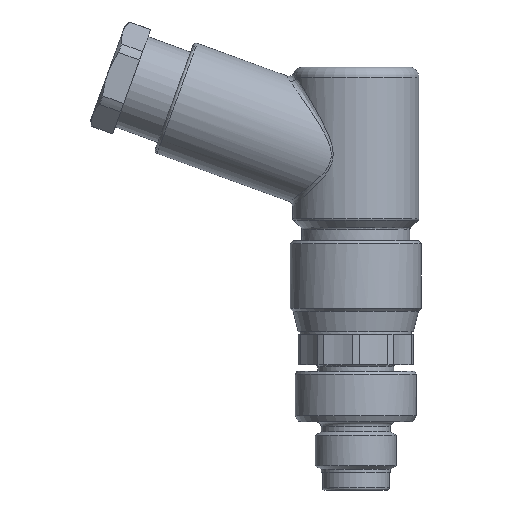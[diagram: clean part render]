
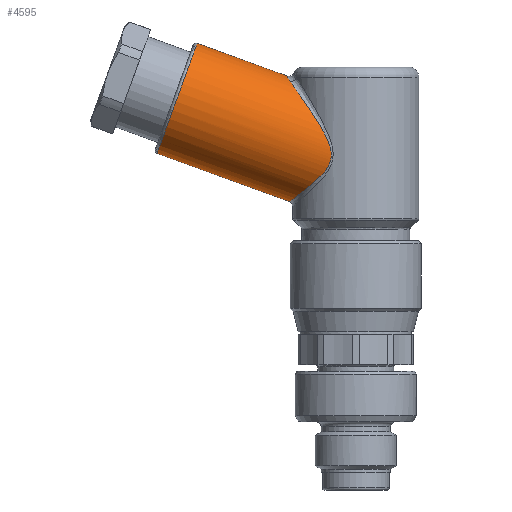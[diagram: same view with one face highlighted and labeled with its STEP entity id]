
A CAD part, left-side view. The second image highlights one B-rep face of the part: STEP entity #4595.
In plain terms, the highlighted cylindrical face has radius 5.8 mm (diameter 11.6 mm), a partial arc.
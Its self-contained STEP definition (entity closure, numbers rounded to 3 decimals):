
#4552=AXIS2_PLACEMENT_3D('Cylinder Axis2P3D',#4549,#4550,#4551) ;
#4324=CARTESIAN_POINT('Vertex',(4.373,13.001,40.463)) ;
#4328=CARTESIAN_POINT('Control Point',(0.7,8.925,33.237)) ;
#4329=CARTESIAN_POINT('Control Point',(0.7,8.926,33.29)) ;
#4330=CARTESIAN_POINT('Control Point',(0.706,8.954,33.836)) ;
#4331=CARTESIAN_POINT('Control Point',(0.892,9.518,35.304)) ;
#4332=CARTESIAN_POINT('Control Point',(1.384,10.503,36.843)) ;
#4333=CARTESIAN_POINT('Control Point',(2.204,11.529,38.383)) ;
#4334=CARTESIAN_POINT('Control Point',(3.042,12.308,39.491)) ;
#4335=CARTESIAN_POINT('Control Point',(3.892,12.806,40.191)) ;
#4336=CARTESIAN_POINT('Control Point',(4.373,13.001,40.463)) ;
#4337=CARTESIAN_POINT('Vertex',(0.7,8.925,33.237)) ;
#4341=CARTESIAN_POINT('Control Point',(1.672,10.655,30.447)) ;
#4342=CARTESIAN_POINT('Control Point',(1.389,10.288,30.764)) ;
#4343=CARTESIAN_POINT('Control Point',(1.003,9.647,31.361)) ;
#4344=CARTESIAN_POINT('Control Point',(0.735,9.,32.356)) ;
#4345=CARTESIAN_POINT('Control Point',(0.701,8.921,32.994)) ;
#4346=CARTESIAN_POINT('Control Point',(0.7,8.925,33.237)) ;
#4347=CARTESIAN_POINT('Vertex',(1.672,10.655,30.447)) ;
#4351=CARTESIAN_POINT('Control Point',(6.5,13.078,28.578)) ;
#4352=CARTESIAN_POINT('Control Point',(6.094,13.078,28.577)) ;
#4353=CARTESIAN_POINT('Control Point',(5.3,12.998,28.635)) ;
#4354=CARTESIAN_POINT('Control Point',(4.187,12.645,28.89)) ;
#4355=CARTESIAN_POINT('Control Point',(2.891,11.954,29.398)) ;
#4356=CARTESIAN_POINT('Control Point',(2.101,11.205,29.973)) ;
#4357=CARTESIAN_POINT('Control Point',(1.686,10.674,30.431)) ;
#4358=CARTESIAN_POINT('Control Point',(1.672,10.655,30.447)) ;
#4359=CARTESIAN_POINT('Vertex',(6.5,13.078,28.578)) ;
#4519=CARTESIAN_POINT('Vertex',(6.5,13.307,41.004)) ;
#4523=CARTESIAN_POINT('Control Point',(6.173,13.302,40.993)) ;
#4524=CARTESIAN_POINT('Control Point',(6.282,13.305,41.)) ;
#4525=CARTESIAN_POINT('Control Point',(6.392,13.307,41.004)) ;
#4526=CARTESIAN_POINT('Control Point',(6.5,13.307,41.004)) ;
#4527=CARTESIAN_POINT('Vertex',(6.173,13.302,40.993)) ;
#4531=CARTESIAN_POINT('Control Point',(4.373,13.001,40.463)) ;
#4532=CARTESIAN_POINT('Control Point',(4.849,13.194,40.734)) ;
#4533=CARTESIAN_POINT('Control Point',(5.463,13.272,40.926)) ;
#4534=CARTESIAN_POINT('Control Point',(6.096,13.299,40.987)) ;
#4535=CARTESIAN_POINT('Control Point',(6.173,13.302,40.993)) ;
#4549=CARTESIAN_POINT('Axis2P3D Location',(6.5,24.484,38.9)) ;
#4554=CARTESIAN_POINT('Line Origine',(6.5,26.467,33.45)) ;
#4558=CARTESIAN_POINT('Vertex',(6.5,26.186,33.347)) ;
#4561=CARTESIAN_POINT('Line Origine',(6.5,22.5,44.35)) ;
#4565=CARTESIAN_POINT('Vertex',(6.5,22.218,44.248)) ;
#4569=CARTESIAN_POINT('Control Point',(6.5,22.218,44.248)) ;
#4570=CARTESIAN_POINT('Control Point',(5.589,22.218,44.248)) ;
#4571=CARTESIAN_POINT('Control Point',(4.678,22.279,44.08)) ;
#4572=CARTESIAN_POINT('Control Point',(3.814,22.402,43.743)) ;
#4573=CARTESIAN_POINT('Control Point',(2.272,22.756,42.77)) ;
#4574=CARTESIAN_POINT('Control Point',(1.237,23.283,41.322)) ;
#4575=CARTESIAN_POINT('Control Point',(0.879,23.579,40.51)) ;
#4576=CARTESIAN_POINT('Control Point',(0.521,24.202,38.797)) ;
#4577=CARTESIAN_POINT('Control Point',(0.879,24.825,37.085)) ;
#4578=CARTESIAN_POINT('Control Point',(1.237,25.121,36.273)) ;
#4579=CARTESIAN_POINT('Control Point',(2.272,25.648,34.825)) ;
#4580=CARTESIAN_POINT('Control Point',(3.814,26.002,33.852)) ;
#4581=CARTESIAN_POINT('Control Point',(4.678,26.124,33.515)) ;
#4582=CARTESIAN_POINT('Control Point',(5.589,26.186,33.347)) ;
#4583=CARTESIAN_POINT('Control Point',(6.5,26.186,33.347)) ;
#4550=DIRECTION('Axis2P3D Direction',(0.,0.94,0.342)) ;
#4551=DIRECTION('Axis2P3D XDirection',(0.,0.342,-0.94)) ;
#4555=DIRECTION('Vector Direction',(0.,0.94,0.342)) ;
#4562=DIRECTION('Vector Direction',(0.,0.94,0.342)) ;
#4556=VECTOR('Line Direction',#4555,1.) ;
#4563=VECTOR('Line Direction',#4562,1.) ;
#4586=ORIENTED_EDGE('',*,*,#4560,.F.) ;
#4587=ORIENTED_EDGE('',*,*,#4361,.T.) ;
#4588=ORIENTED_EDGE('',*,*,#4349,.T.) ;
#4589=ORIENTED_EDGE('',*,*,#4339,.T.) ;
#4590=ORIENTED_EDGE('',*,*,#4536,.T.) ;
#4591=ORIENTED_EDGE('',*,*,#4529,.T.) ;
#4592=ORIENTED_EDGE('',*,*,#4567,.F.) ;
#4593=ORIENTED_EDGE('',*,*,#4584,.T.) ;
#4595=ADVANCED_FACE('Hauptkoerper',(#4594),#4553,.T.) ;
#4522=B_SPLINE_CURVE_WITH_KNOTS('',3,(#4523,#4524,#4525,#4526),.UNSPECIFIED.,.F.,.U.,(4,4),(0.,0.456),.UNSPECIFIED.) ;
#4568=B_SPLINE_CURVE_WITH_KNOTS('',5,(#4569,#4570,#4571,#4572,#4573,#4574,#4575,#4576,#4577,#4578,#4579,#4580,#4581,#4582,#4583),.UNSPECIFIED.,.F.,.U.,(6,3,3,3,6),(-9.111,-4.555,0.,4.555,9.111),.UNSPECIFIED.) ;
#4553=CYLINDRICAL_SURFACE('generated cylinder',#4552,5.8) ;
#4339=EDGE_CURVE('',#4338,#4325,#4327,.T.) ;
#4349=EDGE_CURVE('',#4348,#4338,#4340,.T.) ;
#4361=EDGE_CURVE('',#4360,#4348,#4350,.T.) ;
#4529=EDGE_CURVE('',#4528,#4520,#4522,.T.) ;
#4536=EDGE_CURVE('',#4325,#4528,#4530,.T.) ;
#4560=EDGE_CURVE('',#4360,#4559,#4557,.T.) ;
#4567=EDGE_CURVE('',#4566,#4520,#4564,.F.) ;
#4584=EDGE_CURVE('',#4566,#4559,#4568,.T.) ;
#4585=EDGE_LOOP('',(#4586,#4587,#4588,#4589,#4590,#4591,#4592,#4593)) ;
#4594=FACE_OUTER_BOUND('',#4585,.T.) ;
#4557=LINE('Line',#4554,#4556) ;
#4564=LINE('Line',#4561,#4563) ;
#4325=VERTEX_POINT('',#4324) ;
#4338=VERTEX_POINT('',#4337) ;
#4348=VERTEX_POINT('',#4347) ;
#4360=VERTEX_POINT('',#4359) ;
#4520=VERTEX_POINT('',#4519) ;
#4528=VERTEX_POINT('',#4527) ;
#4559=VERTEX_POINT('',#4558) ;
#4566=VERTEX_POINT('',#4565) ;
#4327=(BOUNDED_CURVE()B_SPLINE_CURVE(3,(#4328,#4329,#4330,#4331,#4332,#4333,#4334,#4335,#4336),.UNSPECIFIED.,.F.,.U.)B_SPLINE_CURVE_WITH_KNOTS((4,1,1,1,1,1,4),(28.784,28.945,30.438,33.422,34.615,36.406,38.196),.UNSPECIFIED.)CURVE()GEOMETRIC_REPRESENTATION_ITEM()RATIONAL_B_SPLINE_CURVE((1.,1.,1.,1.,1.,1.,1.,1.,1.))REPRESENTATION_ITEM('')) ;
#4340=(BOUNDED_CURVE()B_SPLINE_CURVE(3,(#4341,#4342,#4343,#4344,#4345,#4346),.UNSPECIFIED.,.F.,.U.)B_SPLINE_CURVE_WITH_KNOTS((4,1,1,4),(25.152,26.857,28.05,28.784),.UNSPECIFIED.)CURVE()GEOMETRIC_REPRESENTATION_ITEM()RATIONAL_B_SPLINE_CURVE((1.,1.,1.,1.,1.,1.))REPRESENTATION_ITEM('')) ;
#4350=(BOUNDED_CURVE()B_SPLINE_CURVE(3,(#4351,#4352,#4353,#4354,#4355,#4356,#4357,#4358),.UNSPECIFIED.,.F.,.U.)B_SPLINE_CURVE_WITH_KNOTS((4,1,1,1,1,4),(19.042,20.292,21.485,22.679,25.066,25.152),.UNSPECIFIED.)CURVE()GEOMETRIC_REPRESENTATION_ITEM()RATIONAL_B_SPLINE_CURVE((1.,1.,1.,1.,1.,1.,1.,1.))REPRESENTATION_ITEM('')) ;
#4530=(BOUNDED_CURVE()B_SPLINE_CURVE(3,(#4531,#4532,#4533,#4534,#4535),.UNSPECIFIED.,.F.,.U.)B_SPLINE_CURVE_WITH_KNOTS((4,1,4),(0.,1.625,1.849),.UNSPECIFIED.)CURVE()GEOMETRIC_REPRESENTATION_ITEM()RATIONAL_B_SPLINE_CURVE((1.,1.,1.,1.,1.))REPRESENTATION_ITEM('')) ;
